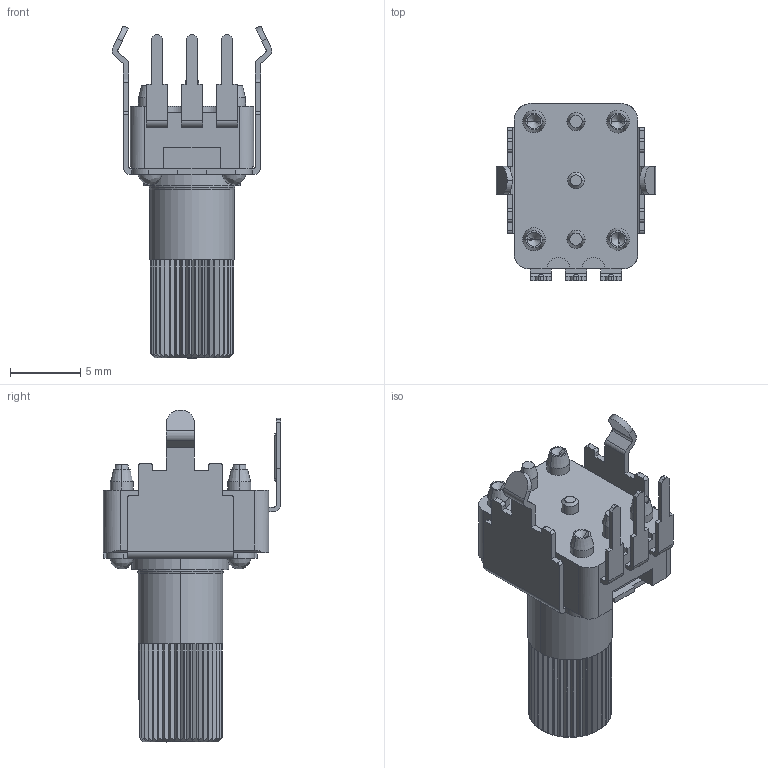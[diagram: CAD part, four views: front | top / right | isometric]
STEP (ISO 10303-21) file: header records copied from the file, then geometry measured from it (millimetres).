
FILE_DESCRIPTION (( 'STEP AP214' ), '1' );
FILE_NAME ('User Library-RK09K1130-20-1.STEP', '2020-05-28T09:27:18', ( '' ), ( '' ), 'SwSTEP 2.0', 'SolidWorks 2019', '' );
FILE_SCHEMA (( 'AUTOMOTIVE_DESIGN' ));
Length unit declared in the file: millimetre
Products named in the file (1): User Library-RK09K1130-20-1
Bounding box: 11.4 x 12.65 x 23.7 mm (x, y, z)
Volume: 921.5 mm3; surface area: 1064.1 mm2
Topology: 1 solids, 1 shells, 360 faces, 994 edges, 652 vertices
Faces by surface type: plane 210, cylinder 113, cone 27, bspline 10
Entity records: 15708 total; most frequent: CARTESIAN_POINT 2567, ORIENTED_EDGE 1972, DIRECTION 1845, EDGE_CURVE 986, VERTEX_POINT 652, LINE 633, VECTOR 633, AXIS2_PLACEMENT_3D 606
